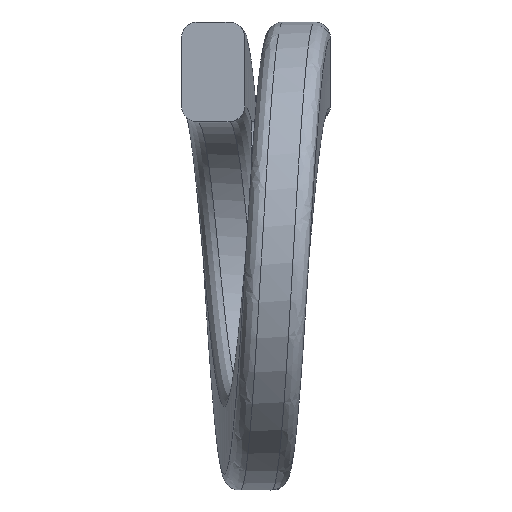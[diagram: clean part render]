
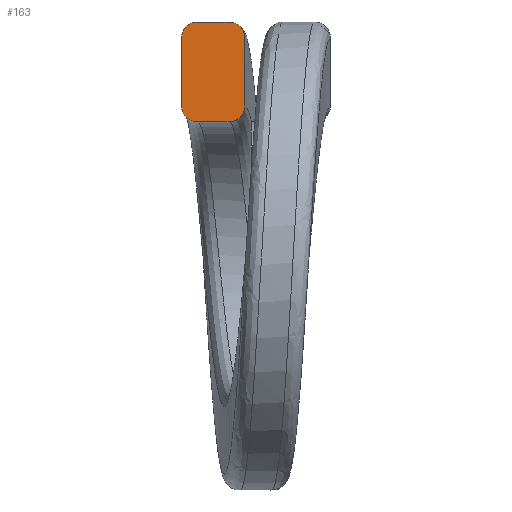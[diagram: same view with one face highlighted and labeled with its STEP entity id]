
A CAD part, left-side view. The second image highlights one B-rep face of the part: STEP entity #163.
In plain terms, the highlighted planar face has unit normal (-1, 0, 0).
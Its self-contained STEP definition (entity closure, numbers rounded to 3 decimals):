
#11 = CARTESIAN_POINT ( 'NONE',  ( 0., 3.07, 4.25 ) ) ;
#26 = DIRECTION ( 'NONE',  ( 0., 0., -1. ) ) ;
#27 = CARTESIAN_POINT ( 'NONE',  ( 0., 4.198, 4.25 ) ) ;
#91 = DIRECTION ( 'NONE',  ( 0., 0., 1. ) ) ;
#92 = CARTESIAN_POINT ( 'NONE',  ( 0., 2.7, 4.75 ) ) ;
#108 = ORIENTED_EDGE ( 'NONE', *, *, #1097, .T. ) ;
#118 = CARTESIAN_POINT ( 'NONE',  ( 0., 3.201, 7.4 ) ) ;
#126 = CARTESIAN_POINT ( 'NONE',  ( 0., 2.7, 6.933 ) ) ;
#137 = ORIENTED_EDGE ( 'NONE', *, *, #954, .T. ) ;
#156 = DIRECTION ( 'NONE',  ( 0., 0., 1. ) ) ;
#163 = ADVANCED_FACE ( 'NONE', ( #1757 ), #344, .T. ) ;
#164 = LINE ( 'NONE', #1667, #2015 ) ;
#166 = ORIENTED_EDGE ( 'NONE', *, *, #1574, .T. ) ;
#197 = ORIENTED_EDGE ( 'NONE', *, *, #395, .T. ) ;
#339 = ORIENTED_EDGE ( 'NONE', *, *, #2186, .T. ) ;
#344 = PLANE ( 'NONE',  #1789 ) ;
#369 = VERTEX_POINT ( 'NONE', #1698 ) ;
#373 = ORIENTED_EDGE ( 'NONE', *, *, #515, .T. ) ;
#388 = CARTESIAN_POINT ( 'NONE',  ( 0., 4.7, 4.618 ) ) ;
#395 = EDGE_CURVE ( 'NONE', #1445, #1244, #1447, .T. ) ;
#402 = CARTESIAN_POINT ( 'NONE',  ( 0., 4.332, 7.4 ) ) ;
#428 = LINE ( 'NONE', #1482, #1587 ) ;
#453 = CARTESIAN_POINT ( 'NONE',  ( 0., 3.07, 7.387 ) ) ;
#456 = EDGE_CURVE ( 'NONE', #2194, #1533, #2280, .T. ) ;
#459 = VECTOR ( 'NONE', #633, 1000. ) ;
#460 = CARTESIAN_POINT ( 'NONE',  ( 0., 2.7, 5.825 ) ) ;
#484 = ORIENTED_EDGE ( 'NONE', *, *, #456, .T. ) ;
#501 = CARTESIAN_POINT ( 'NONE',  ( 0., 2.75, 7.121 ) ) ;
#515 = EDGE_CURVE ( 'NONE', #1876, #369, #428, .T. ) ;
#586 = CARTESIAN_POINT ( 'NONE',  ( 0., 4.645, 4.488 ) ) ;
#598 = CARTESIAN_POINT ( 'NONE',  ( 0., 3.201, 7.4 ) ) ;
#633 = DIRECTION ( 'NONE',  ( 0., -1., 0. ) ) ;
#721 = CARTESIAN_POINT ( 'NONE',  ( 0., 3.7, 7.4 ) ) ;
#764 = CARTESIAN_POINT ( 'NONE',  ( 0., 2.7, 4.618 ) ) ;
#795 = CARTESIAN_POINT ( 'NONE',  ( 0., 4.7, 6.9 ) ) ;
#822 = EDGE_CURVE ( 'NONE', #2108, #1876, #1664, .T. ) ;
#831 = CARTESIAN_POINT ( 'NONE',  ( 0., 2.7, 6.9 ) ) ;
#869 = CARTESIAN_POINT ( 'NONE',  ( 0., 2.7, 6.9 ) ) ;
#898 = CARTESIAN_POINT ( 'NONE',  ( 0., 4.7, 4.75 ) ) ;
#951 = VECTOR ( 'NONE', #91, 1000. ) ;
#954 = EDGE_CURVE ( 'NONE', #1845, #1445, #164, .T. ) ;
#987 = ORIENTED_EDGE ( 'NONE', *, *, #822, .T. ) ;
#1061 = CARTESIAN_POINT ( 'NONE',  ( 0., 3.134, 7.4 ) ) ;
#1086 = DIRECTION ( 'NONE',  ( -1., 0., 0. ) ) ;
#1097 = EDGE_CURVE ( 'NONE', #1244, #2194, #1937, .T. ) ;
#1128 = LINE ( 'NONE', #460, #951 ) ;
#1162 = CARTESIAN_POINT ( 'NONE',  ( 0., 4.7, 6.9 ) ) ;
#1234 = CARTESIAN_POINT ( 'NONE',  ( 0., 2.802, 7.204 ) ) ;
#1244 = VERTEX_POINT ( 'NONE', #1457 ) ;
#1318 = CARTESIAN_POINT ( 'NONE',  ( 0., 2.7, 4.75 ) ) ;
#1379 = CARTESIAN_POINT ( 'NONE',  ( 0., 2.824, 7.231 ) ) ;
#1425 = CARTESIAN_POINT ( 'NONE',  ( 0., 2.892, 7.3 ) ) ;
#1445 = VERTEX_POINT ( 'NONE', #898 ) ;
#1447 = B_SPLINE_CURVE_WITH_KNOTS ( 'NONE', 3,
 ( #1690, #388, #586, #2218, #2236, #27 ),
 .UNSPECIFIED., .F., .F.,
 ( 4, 2, 4 ),
 ( 0., 0., 0.001 ),
 .UNSPECIFIED. ) ;
#1457 = CARTESIAN_POINT ( 'NONE',  ( 0., 4.198, 4.25 ) ) ;
#1482 = CARTESIAN_POINT ( 'NONE',  ( 0., 3.7, 7.4 ) ) ;
#1505 = EDGE_LOOP ( 'NONE', ( #137, #197, #108, #484, #339, #987, #373, #166 ) ) ;
#1533 = VERTEX_POINT ( 'NONE', #92 ) ;
#1574 = EDGE_CURVE ( 'NONE', #369, #1845, #2124, .T. ) ;
#1587 = VECTOR ( 'NONE', #1681, 1000. ) ;
#1664 = B_SPLINE_CURVE_WITH_KNOTS ( 'NONE', 3,
 ( #869, #126, #2119, #2111, #2306, #501, #2342, #1234, #1379, #1425, #1784, #453, #1061, #118 ),
 .UNSPECIFIED., .F., .F.,
 ( 4, 2, 2, 2, 2, 2, 4 ),
 ( 0., 0.125, 0.25, 0.375, 0.5, 0.75, 1. ),
 .UNSPECIFIED. ) ;
#1667 = CARTESIAN_POINT ( 'NONE',  ( 0., 4.7, 5.825 ) ) ;
#1681 = DIRECTION ( 'NONE',  ( 0., 1., 0. ) ) ;
#1683 = CARTESIAN_POINT ( 'NONE',  ( 0., 3.202, 4.25 ) ) ;
#1690 = CARTESIAN_POINT ( 'NONE',  ( 0., 4.7, 4.75 ) ) ;
#1698 = CARTESIAN_POINT ( 'NONE',  ( 0., 4.199, 7.4 ) ) ;
#1703 = CARTESIAN_POINT ( 'NONE',  ( 0., 4.7, 7.033 ) ) ;
#1757 = FACE_OUTER_BOUND ( 'NONE', #1505, .T. ) ;
#1784 = CARTESIAN_POINT ( 'NONE',  ( 0., 2.948, 7.336 ) ) ;
#1789 = AXIS2_PLACEMENT_3D ( 'NONE', #721, #1086, #156 ) ;
#1845 = VERTEX_POINT ( 'NONE', #795 ) ;
#1868 = CARTESIAN_POINT ( 'NONE',  ( 0., 2.755, 4.488 ) ) ;
#1876 = VERTEX_POINT ( 'NONE', #598 ) ;
#1877 = CARTESIAN_POINT ( 'NONE',  ( 0., 2.94, 4.304 ) ) ;
#1890 = CARTESIAN_POINT ( 'NONE',  ( 0., 4.647, 7.161 ) ) ;
#1898 = CARTESIAN_POINT ( 'NONE',  ( 0., 4.199, 7.4 ) ) ;
#1937 = LINE ( 'NONE', #2094, #459 ) ;
#2015 = VECTOR ( 'NONE', #26, 1000. ) ;
#2094 = CARTESIAN_POINT ( 'NONE',  ( 0., 3.7, 4.25 ) ) ;
#2108 = VERTEX_POINT ( 'NONE', #831 ) ;
#2111 = CARTESIAN_POINT ( 'NONE',  ( 0., 2.716, 7.029 ) ) ;
#2119 = CARTESIAN_POINT ( 'NONE',  ( 0., 2.703, 6.965 ) ) ;
#2124 = B_SPLINE_CURVE_WITH_KNOTS ( 'NONE', 3,
 ( #1898, #402, #2276, #1890, #1703, #1162 ),
 .UNSPECIFIED., .F., .F.,
 ( 4, 2, 4 ),
 ( 0., 0.5, 1. ),
 .UNSPECIFIED. ) ;
#2186 = EDGE_CURVE ( 'NONE', #1533, #2108, #1128, .T. ) ;
#2194 = VERTEX_POINT ( 'NONE', #2337 ) ;
#2218 = CARTESIAN_POINT ( 'NONE',  ( 0., 4.46, 4.304 ) ) ;
#2236 = CARTESIAN_POINT ( 'NONE',  ( 0., 4.33, 4.25 ) ) ;
#2276 = CARTESIAN_POINT ( 'NONE',  ( 0., 4.459, 7.347 ) ) ;
#2280 = B_SPLINE_CURVE_WITH_KNOTS ( 'NONE', 3,
 ( #1683, #11, #1877, #1868, #764, #1318 ),
 .UNSPECIFIED., .F., .F.,
 ( 4, 2, 4 ),
 ( 0., 0., 0.001 ),
 .UNSPECIFIED. ) ;
#2306 = CARTESIAN_POINT ( 'NONE',  ( 0., 2.726, 7.061 ) ) ;
#2337 = CARTESIAN_POINT ( 'NONE',  ( 0., 3.202, 4.25 ) ) ;
#2342 = CARTESIAN_POINT ( 'NONE',  ( 0., 2.766, 7.15 ) ) ;
